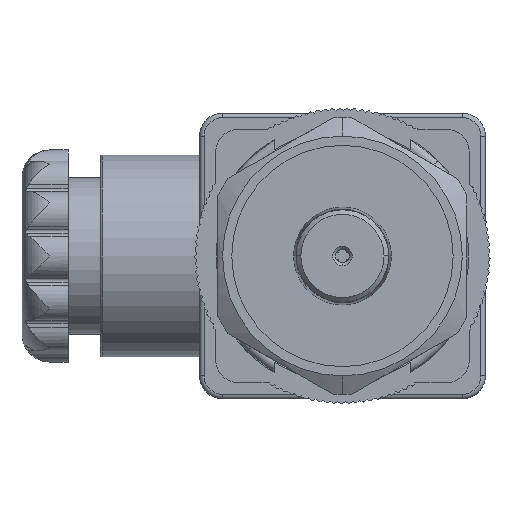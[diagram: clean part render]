
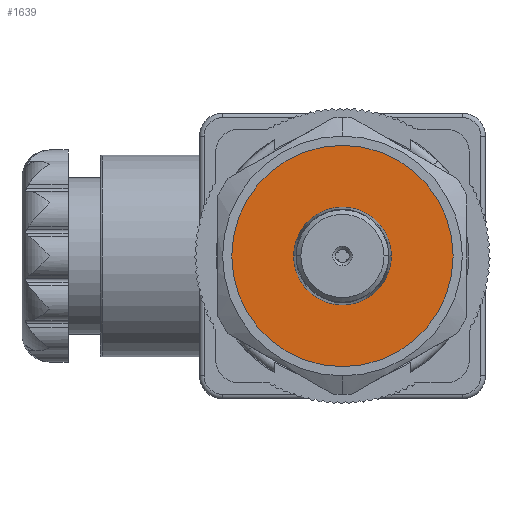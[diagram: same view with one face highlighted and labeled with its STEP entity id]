
A CAD part, front view. The second image highlights one B-rep face of the part: STEP entity #1639.
In plain terms, the highlighted planar face has unit normal (0, -1, 0).
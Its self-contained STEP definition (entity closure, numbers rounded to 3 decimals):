
#115 = EDGE_LOOP ( 'NONE', ( #8041, #31688 ) ) ;
#597 = CARTESIAN_POINT ( 'NONE',  ( 0., 0., 0. ) ) ;
#941 = DIRECTION ( 'NONE',  ( 0., 1., 0. ) ) ;
#1130 = CIRCLE ( 'NONE', #26879, 5.305 ) ;
#1639 = ADVANCED_FACE ( 'NONE', ( #31932, #14615 ), #14432, .F. ) ;
#1822 = AXIS2_PLACEMENT_3D ( 'NONE', #597, #941, #9322 ) ;
#2276 = EDGE_CURVE ( 'NONE', #21291, #19717, #26258, .T. ) ;
#5770 = CARTESIAN_POINT ( 'NONE',  ( 5.305, 0., 0. ) ) ;
#7748 = CARTESIAN_POINT ( 'NONE',  ( 0., 0., -12. ) ) ;
#8041 = ORIENTED_EDGE ( 'NONE', *, *, #15371, .F. ) ;
#8114 = DIRECTION ( 'NONE',  ( 0., -1., 0. ) ) ;
#9151 = ORIENTED_EDGE ( 'NONE', *, *, #15499, .F. ) ;
#9322 = DIRECTION ( 'NONE',  ( 0., 0., 1. ) ) ;
#9997 = DIRECTION ( 'NONE',  ( 0., 1., 0. ) ) ;
#12027 = CARTESIAN_POINT ( 'NONE',  ( -5.305, 0., 0. ) ) ;
#13751 = CIRCLE ( 'NONE', #32889, 12. ) ;
#14432 = PLANE ( 'NONE',  #22949 ) ;
#14615 = FACE_OUTER_BOUND ( 'NONE', #115, .T. ) ;
#15304 = AXIS2_PLACEMENT_3D ( 'NONE', #21149, #8114, #18563 ) ;
#15322 = CARTESIAN_POINT ( 'NONE',  ( 0., 0., 0. ) ) ;
#15371 = EDGE_CURVE ( 'NONE', #29080, #25414, #13751, .T. ) ;
#15499 = EDGE_CURVE ( 'NONE', #19717, #21291, #1130, .T. ) ;
#16254 = EDGE_LOOP ( 'NONE', ( #17460, #9151 ) ) ;
#16870 = DIRECTION ( 'NONE',  ( 0., 1., 0. ) ) ;
#17460 = ORIENTED_EDGE ( 'NONE', *, *, #2276, .F. ) ;
#18402 = DIRECTION ( 'NONE',  ( 0., 0., 1. ) ) ;
#18563 = DIRECTION ( 'NONE',  ( 1., 0., 0. ) ) ;
#19717 = VERTEX_POINT ( 'NONE', #5770 ) ;
#20990 = EDGE_CURVE ( 'NONE', #25414, #29080, #27002, .T. ) ;
#21149 = CARTESIAN_POINT ( 'NONE',  ( 0., 0., 0. ) ) ;
#21291 = VERTEX_POINT ( 'NONE', #12027 ) ;
#22949 = AXIS2_PLACEMENT_3D ( 'NONE', #24709, #16870, #27983 ) ;
#24391 = CARTESIAN_POINT ( 'NONE',  ( 0., 0., 0. ) ) ;
#24709 = CARTESIAN_POINT ( 'NONE',  ( 13.5, 0., 7.794 ) ) ;
#25414 = VERTEX_POINT ( 'NONE', #27591 ) ;
#26258 = CIRCLE ( 'NONE', #15304, 5.305 ) ;
#26879 = AXIS2_PLACEMENT_3D ( 'NONE', #24391, #27124, #31926 ) ;
#27002 = CIRCLE ( 'NONE', #1822, 12. ) ;
#27124 = DIRECTION ( 'NONE',  ( 0., -1., 0. ) ) ;
#27591 = CARTESIAN_POINT ( 'NONE',  ( 0., 0., 12. ) ) ;
#27983 = DIRECTION ( 'NONE',  ( 0., 0., 1. ) ) ;
#29080 = VERTEX_POINT ( 'NONE', #7748 ) ;
#31688 = ORIENTED_EDGE ( 'NONE', *, *, #20990, .F. ) ;
#31926 = DIRECTION ( 'NONE',  ( 1., 0., 0. ) ) ;
#31932 = FACE_BOUND ( 'NONE', #16254, .T. ) ;
#32889 = AXIS2_PLACEMENT_3D ( 'NONE', #15322, #9997, #18402 ) ;
